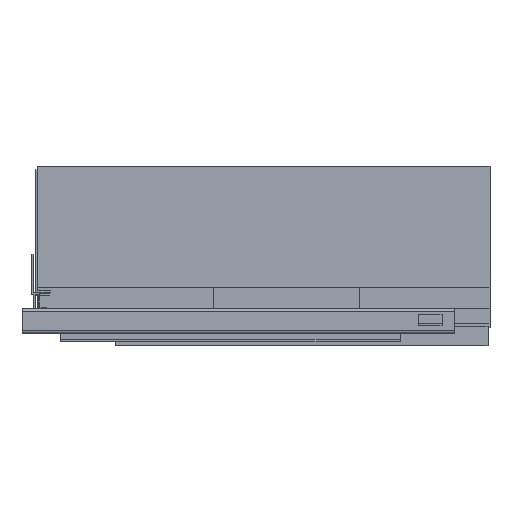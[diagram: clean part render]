
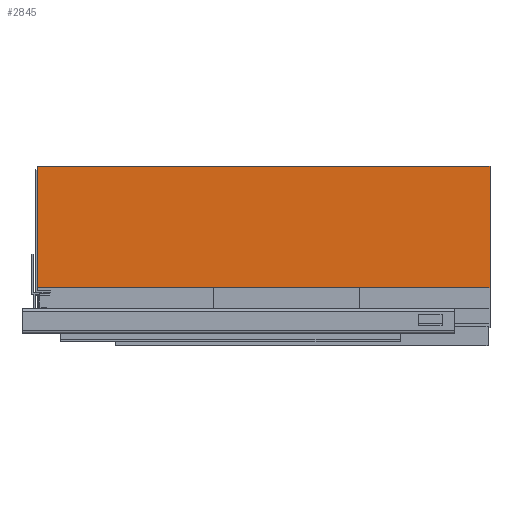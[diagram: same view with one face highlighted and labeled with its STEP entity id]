
A CAD part, top view. The second image highlights one B-rep face of the part: STEP entity #2845.
In plain terms, the highlighted planar face has unit normal (0, 0, 1).
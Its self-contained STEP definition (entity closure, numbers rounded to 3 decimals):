
#396 = VERTEX_POINT ( 'NONE', #6834 ) ;
#594 = CARTESIAN_POINT ( 'NONE',  ( -340., 121., 13.5 ) ) ;
#989 = ORIENTED_EDGE ( 'NONE', *, *, #8022, .T. ) ;
#1027 = VECTOR ( 'NONE', #4008, 1000. ) ;
#1189 = LINE ( 'NONE', #6877, #1027 ) ;
#1583 = CARTESIAN_POINT ( 'NONE',  ( -340., 121., 13.5 ) ) ;
#1627 = EDGE_CURVE ( 'NONE', #396, #4603, #4767, .T. ) ;
#2071 = EDGE_CURVE ( 'NONE', #6385, #8867, #1189, .T. ) ;
#2288 = CARTESIAN_POINT ( 'NONE',  ( 0., 121., 13.5 ) ) ;
#2370 = CARTESIAN_POINT ( 'NONE',  ( -340., 30., 13.5 ) ) ;
#2724 = DIRECTION ( 'NONE',  ( 0., -1., 0. ) ) ;
#2845 = ADVANCED_FACE ( 'NONE', ( #7325 ), #7975, .T. ) ;
#2955 = CARTESIAN_POINT ( 'NONE',  ( -340., 121., 13.5 ) ) ;
#2984 = AXIS2_PLACEMENT_3D ( 'NONE', #1583, #5746, #4454 ) ;
#3014 = ORIENTED_EDGE ( 'NONE', *, *, #2071, .F. ) ;
#3715 = VECTOR ( 'NONE', #8616, 1000. ) ;
#3716 = LINE ( 'NONE', #2370, #3715 ) ;
#3781 = DIRECTION ( 'NONE',  ( 1., 0., 0. ) ) ;
#4008 = DIRECTION ( 'NONE',  ( 0., -1., 0. ) ) ;
#4040 = VECTOR ( 'NONE', #2724, 1000. ) ;
#4454 = DIRECTION ( 'NONE',  ( 0., -1., 0. ) ) ;
#4486 = LINE ( 'NONE', #2955, #7048 ) ;
#4603 = VERTEX_POINT ( 'NONE', #8448 ) ;
#4767 = LINE ( 'NONE', #594, #4040 ) ;
#5236 = ORIENTED_EDGE ( 'NONE', *, *, #1627, .T. ) ;
#5394 = CARTESIAN_POINT ( 'NONE',  ( 0., 30., 13.5 ) ) ;
#5521 = ORIENTED_EDGE ( 'NONE', *, *, #5994, .F. ) ;
#5637 = EDGE_LOOP ( 'NONE', ( #3014, #5521, #5236, #989 ) ) ;
#5746 = DIRECTION ( 'NONE',  ( 0., 0., 1. ) ) ;
#5994 = EDGE_CURVE ( 'NONE', #396, #6385, #4486, .T. ) ;
#6385 = VERTEX_POINT ( 'NONE', #2288 ) ;
#6834 = CARTESIAN_POINT ( 'NONE',  ( -340., 121., 13.5 ) ) ;
#6877 = CARTESIAN_POINT ( 'NONE',  ( 0., 121., 13.5 ) ) ;
#7048 = VECTOR ( 'NONE', #3781, 1000. ) ;
#7325 = FACE_OUTER_BOUND ( 'NONE', #5637, .T. ) ;
#7975 = PLANE ( 'NONE',  #2984 ) ;
#8022 = EDGE_CURVE ( 'NONE', #4603, #8867, #3716, .T. ) ;
#8448 = CARTESIAN_POINT ( 'NONE',  ( -340., 30., 13.5 ) ) ;
#8616 = DIRECTION ( 'NONE',  ( 1., 0., 0. ) ) ;
#8867 = VERTEX_POINT ( 'NONE', #5394 ) ;
